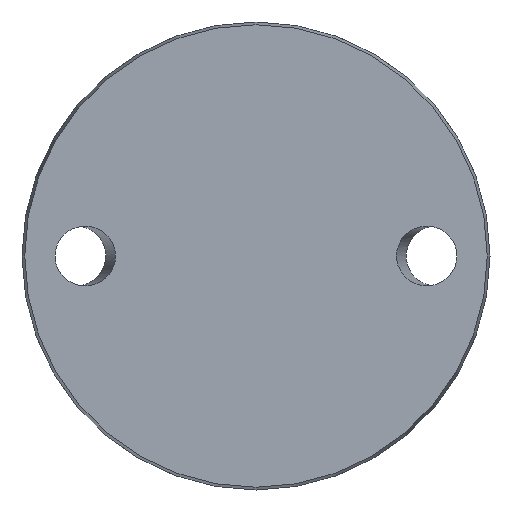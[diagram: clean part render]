
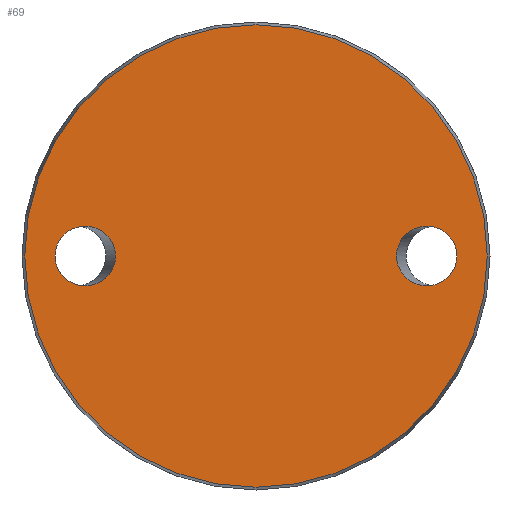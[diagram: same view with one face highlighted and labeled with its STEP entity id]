
A CAD part, front view. The second image highlights one B-rep face of the part: STEP entity #69.
In plain terms, the highlighted planar face has unit normal (0, -1, 0).
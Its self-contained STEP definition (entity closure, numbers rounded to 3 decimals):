
#8 = FACE_OUTER_BOUND ( 'NONE', #38, .T. ) ;
#38 = EDGE_LOOP ( 'NONE', ( #134 ) ) ;
#57 = CARTESIAN_POINT ( 'NONE',  ( -42.087, 0., 0. ) ) ;
#62 = CARTESIAN_POINT ( 'NONE',  ( -42.087, 0., 0. ) ) ;
#69 = ADVANCED_FACE ( 'NONE', ( #472, #622, #8 ), #391, .F. ) ;
#70 = CARTESIAN_POINT ( 'NONE',  ( 42.087, 0., -12.5 ) ) ;
#83 = DIRECTION ( 'NONE',  ( 0., 0., 1. ) ) ;
#126 = AXIS2_PLACEMENT_3D ( 'NONE', #363, #140, #599 ) ;
#134 = ORIENTED_EDGE ( 'NONE', *, *, #586, .T. ) ;
#140 = DIRECTION ( 'NONE',  ( 0., -1., 0. ) ) ;
#149 = CARTESIAN_POINT ( 'NONE',  ( 42.087, 0., 12.5 ) ) ;
#185 = CARTESIAN_POINT ( 'NONE',  ( 29.413, 0., 0. ) ) ;
#225 = CARTESIAN_POINT ( 'NONE',  ( 29.413, 0., -12.5 ) ) ;
#237 = CARTESIAN_POINT ( 'NONE',  ( -42.087, 0., 0. ) ) ;
#299 = EDGE_CURVE ( 'NONE', #569, #569, #448, .T. ) ;
#363 = CARTESIAN_POINT ( 'NONE',  ( 0., 0., 0. ) ) ;
#378 = CARTESIAN_POINT ( 'NONE',  ( 29.413, 0., 12.5 ) ) ;
#386 = EDGE_LOOP ( 'NONE', ( #728 ) ) ;
#391 = PLANE ( 'NONE',  #450 ) ;
#444 = CARTESIAN_POINT ( 'NONE',  ( -29.413, 0., -12.5 ) ) ;
#447 = EDGE_CURVE ( 'NONE', #842, #842, #755, .T. ) ;
#448 =( BOUNDED_CURVE ( )  B_SPLINE_CURVE ( 3, ( #57, #600, #459, #451, #444, #756, #62 ),
 .UNSPECIFIED., .T., .T. ) 
 B_SPLINE_CURVE_WITH_KNOTS ( ( 4, 3, 4 ),
 ( 0., 3.142, 6.283 ),
 .UNSPECIFIED. ) 
 CURVE ( )  GEOMETRIC_REPRESENTATION_ITEM ( )  RATIONAL_B_SPLINE_CURVE ( ( 1., 0.333, 0.333, 1., 0.333, 0.333, 1. ) ) 
 REPRESENTATION_ITEM ( '' )  );
#450 = AXIS2_PLACEMENT_3D ( 'NONE', #693, #775, #83 ) ;
#451 = CARTESIAN_POINT ( 'NONE',  ( -29.413, 0., 0. ) ) ;
#459 = CARTESIAN_POINT ( 'NONE',  ( -29.413, 0., 12.5 ) ) ;
#467 = CARTESIAN_POINT ( 'NONE',  ( 0., 0., -48.425 ) ) ;
#472 = FACE_BOUND ( 'NONE', #942, .T. ) ;
#569 = VERTEX_POINT ( 'NONE', #237 ) ;
#586 = EDGE_CURVE ( 'NONE', #613, #613, #805, .T. ) ;
#599 = DIRECTION ( 'NONE',  ( 0., 0., -1. ) ) ;
#600 = CARTESIAN_POINT ( 'NONE',  ( -42.087, 0., 12.5 ) ) ;
#613 = VERTEX_POINT ( 'NONE', #467 ) ;
#622 = FACE_BOUND ( 'NONE', #386, .T. ) ;
#685 = CARTESIAN_POINT ( 'NONE',  ( 29.413, 0., 0. ) ) ;
#693 = CARTESIAN_POINT ( 'NONE',  ( -48.425, 0., 0. ) ) ;
#728 = ORIENTED_EDGE ( 'NONE', *, *, #447, .F. ) ;
#755 =( BOUNDED_CURVE ( )  B_SPLINE_CURVE ( 3, ( #909, #225, #70, #838, #149, #378, #685 ),
 .UNSPECIFIED., .T., .T. ) 
 B_SPLINE_CURVE_WITH_KNOTS ( ( 4, 3, 4 ),
 ( 0., 3.142, 6.283 ),
 .UNSPECIFIED. ) 
 CURVE ( )  GEOMETRIC_REPRESENTATION_ITEM ( )  RATIONAL_B_SPLINE_CURVE ( ( 1., 0.333, 0.333, 1., 0.333, 0.333, 1. ) ) 
 REPRESENTATION_ITEM ( '' )  );
#756 = CARTESIAN_POINT ( 'NONE',  ( -42.087, 0., -12.5 ) ) ;
#775 = DIRECTION ( 'NONE',  ( 0., 1., 0. ) ) ;
#805 = CIRCLE ( 'NONE', #126, 48.425 ) ;
#816 = ORIENTED_EDGE ( 'NONE', *, *, #299, .T. ) ;
#838 = CARTESIAN_POINT ( 'NONE',  ( 42.087, 0., 0. ) ) ;
#842 = VERTEX_POINT ( 'NONE', #185 ) ;
#909 = CARTESIAN_POINT ( 'NONE',  ( 29.413, 0., 0. ) ) ;
#942 = EDGE_LOOP ( 'NONE', ( #816 ) ) ;
